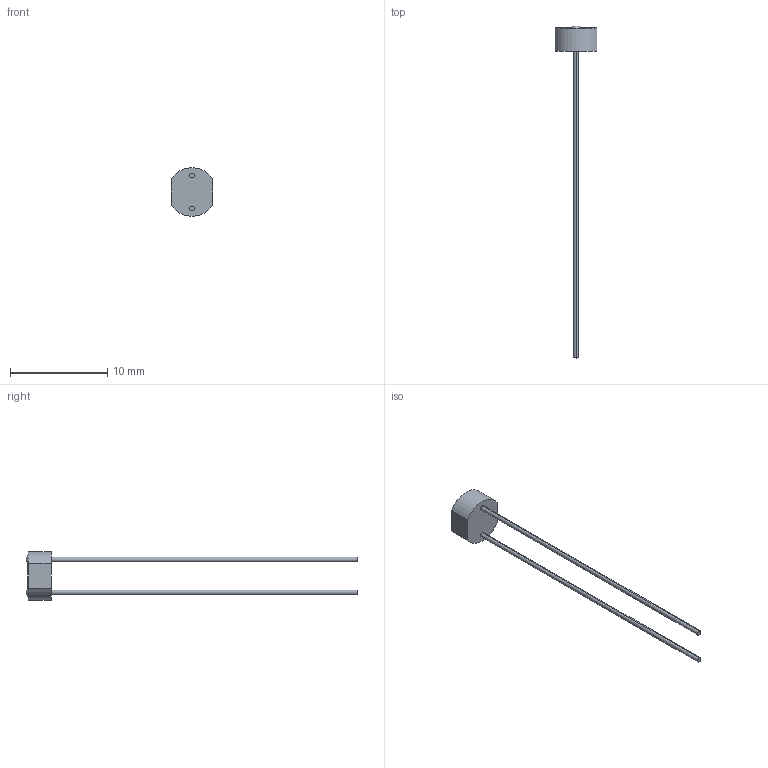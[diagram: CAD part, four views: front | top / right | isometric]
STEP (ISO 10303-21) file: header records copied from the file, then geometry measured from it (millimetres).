
FILE_DESCRIPTION (( 'STEP AP214' ), '1' );
FILE_NAME ('02-LDR1.STEP', '2022-03-14T05:18:41', ( '' ), ( '' ), 'SwSTEP 2.0', 'SolidWorks 2018', '' );
FILE_SCHEMA (( 'AUTOMOTIVE_DESIGN' ));
Length unit declared in the file: millimetre
Products named in the file (1): 02-LDR1
Bounding box: 4.3 x 34.2 x 5 mm (x, y, z)
Volume: 56.1 mm3; surface area: 181.6 mm2
Topology: 2 solids, 2 shells, 59 faces, 153 edges, 102 vertices
Faces by surface type: cylinder 29, plane 26, cone 4
Entity records: 2085 total; most frequent: DIRECTION 339, CARTESIAN_POINT 315, ORIENTED_EDGE 306, EDGE_CURVE 153, AXIS2_PLACEMENT_3D 126, VERTEX_POINT 102, VECTOR 87, LINE 87
